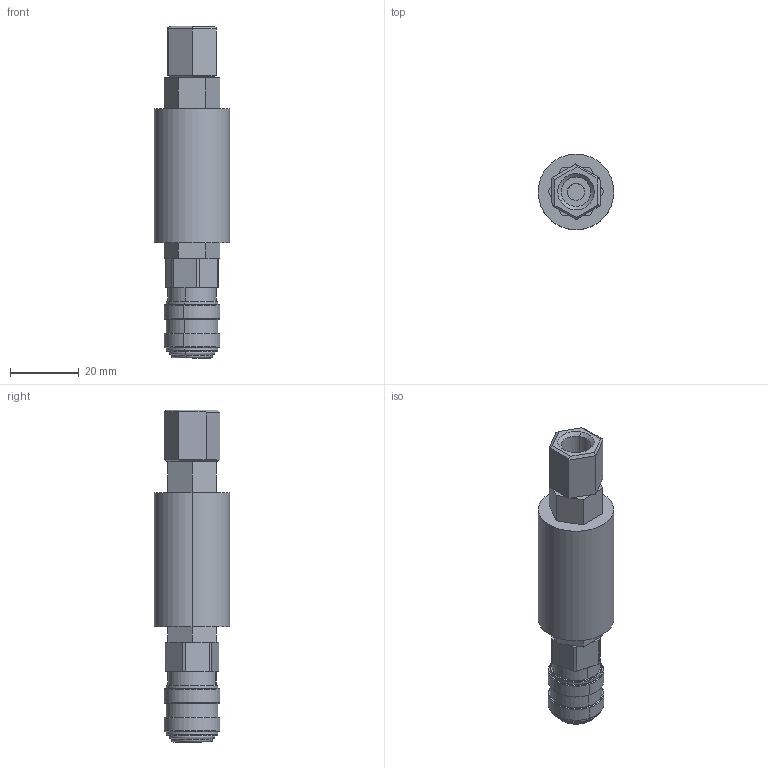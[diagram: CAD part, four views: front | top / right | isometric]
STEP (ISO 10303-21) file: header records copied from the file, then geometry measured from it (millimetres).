
FILE_DESCRIPTION (( 'STEP AP203' ), '1' );
FILE_NAME ('STARK_5000 300_A.STEP', '2015-05-08T05:00:54', ( '' ), ( '' ), 'SwSTEP 2.0', 'SolidWorks 2015', '' );
FILE_SCHEMA (( 'CONFIG_CONTROL_DESIGN' ));
Length unit declared in the file: millimetre
Products named in the file (1): STARK_5000 300_A
Bounding box: 22 x 22 x 96.5 mm (x, y, z)
Volume: 20649.1 mm3; surface area: 8751.3 mm2
Topology: 1 solids, 3 shells, 159 faces, 350 edges, 210 vertices
Faces by surface type: plane 85, cylinder 40, cone 26, torus 8
Entity records: 4395 total; most frequent: DIRECTION 800, CARTESIAN_POINT 720, ORIENTED_EDGE 700, EDGE_CURVE 350, AXIS2_PLACEMENT_3D 290, VECTOR 220, LINE 220, VERTEX_POINT 210
